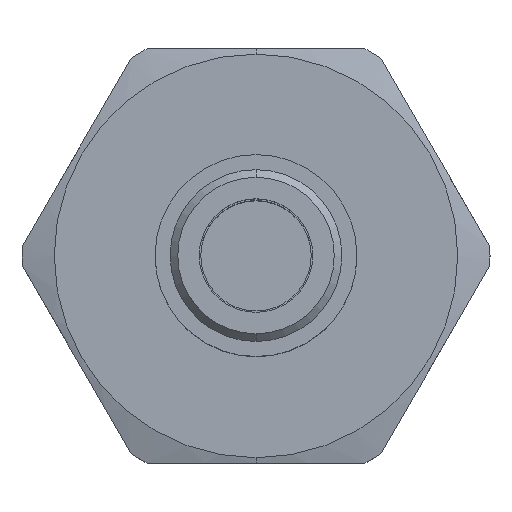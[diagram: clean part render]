
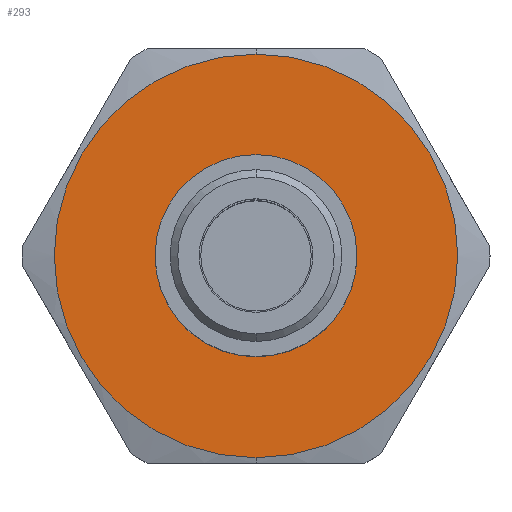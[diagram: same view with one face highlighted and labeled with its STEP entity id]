
A CAD part, top view. The second image highlights one B-rep face of the part: STEP entity #293.
In plain terms, the highlighted planar face has unit normal (0, 0, 1).
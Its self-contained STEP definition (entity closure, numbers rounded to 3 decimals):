
#293=ADVANCED_FACE('4:3470',(#651,#652),#653,.T.);
#651=FACE_OUTER_BOUND('',#1134,.T.);
#652=FACE_BOUND('',#1135,.T.);
#653=PLANE('',#1136);
#1134=EDGE_LOOP('',(#1631,#1632));
#1135=EDGE_LOOP('',(#1633,#1634,#1635));
#1136=AXIS2_PLACEMENT_3D('',#1636,#1637,#1638);
#1631=ORIENTED_EDGE('',*,*,#2825,.T.);
#1632=ORIENTED_EDGE('',*,*,#2826,.T.);
#1633=ORIENTED_EDGE('',*,*,#2827,.F.);
#1634=ORIENTED_EDGE('',*,*,#2828,.F.);
#1635=ORIENTED_EDGE('',*,*,#2829,.F.);
#1636=CARTESIAN_POINT('',(0.,0.,9.));
#1637=DIRECTION('',(0.0,0.0,1.0));
#1638=DIRECTION('',(1.0,0.0,0.0));
#2825=EDGE_CURVE('4:3602',#3325,#3326,#3327,.T.);
#2826=EDGE_CURVE('',#3326,#3325,#3328,.T.);
#2827=EDGE_CURVE('4:3599',#3329,#3330,#3331,.T.);
#2828=EDGE_CURVE('',#3332,#3329,#3333,.T.);
#2829=EDGE_CURVE('',#3330,#3332,#3334,.T.);
#3325=VERTEX_POINT('',#4020);
#3326=VERTEX_POINT('',#4021);
#3327=CIRCLE('',#4022,13.15);
#3328=CIRCLE('',#4023,13.15);
#3329=VERTEX_POINT('',#4024);
#3330=VERTEX_POINT('',#4025);
#3331=CIRCLE('',#4026,6.25);
#3332=VERTEX_POINT('',#4027);
#3333=CIRCLE('',#4028,6.25);
#3334=CIRCLE('',#4029,6.25);
#4020=CARTESIAN_POINT('',(0.,13.15,9.));
#4021=CARTESIAN_POINT('',(0.,-13.15,9.));
#4022=AXIS2_PLACEMENT_3D('',#4862,#4863,#4864);
#4023=AXIS2_PLACEMENT_3D('',#4865,#4866,#4867);
#4024=CARTESIAN_POINT('',(0.,-6.25,9.));
#4025=CARTESIAN_POINT('',(6.25,0.,9.));
#4026=AXIS2_PLACEMENT_3D('',#4868,#4869,#4870);
#4027=CARTESIAN_POINT('',(-6.25,0.,9.));
#4028=AXIS2_PLACEMENT_3D('',#4871,#4872,#4873);
#4029=AXIS2_PLACEMENT_3D('',#4874,#4875,#4876);
#4862=CARTESIAN_POINT('',(0.,0.,9.));
#4863=DIRECTION('',(0.0,-0.0,1.0));
#4864=DIRECTION('',(0.,1.0,0.0));
#4865=CARTESIAN_POINT('',(0.,0.,9.));
#4866=DIRECTION('',(0.0,-0.0,1.0));
#4867=DIRECTION('',(0.,1.0,0.0));
#4868=CARTESIAN_POINT('',(0.,0.,9.));
#4869=DIRECTION('',(0.0,-0.0,1.0));
#4870=DIRECTION('',(0.0,1.0,0.0));
#4871=CARTESIAN_POINT('',(0.,0.,9.));
#4872=DIRECTION('',(0.0,-0.0,1.0));
#4873=DIRECTION('',(0.0,1.0,0.0));
#4874=CARTESIAN_POINT('',(0.,0.,9.));
#4875=DIRECTION('',(0.0,-0.0,1.0));
#4876=DIRECTION('',(0.0,1.0,0.0));
